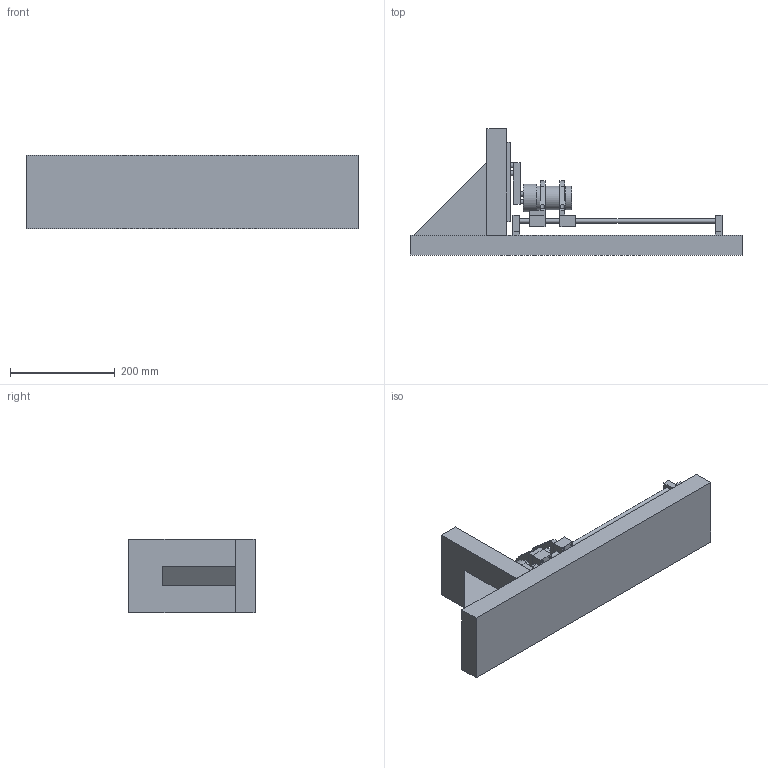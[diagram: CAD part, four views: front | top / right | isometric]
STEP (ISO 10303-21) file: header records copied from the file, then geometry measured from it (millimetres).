
FILE_DESCRIPTION(/* description */ (''),/* implementation_level */ '2;1');
FILE_NAME(/* name */ 'Rocket Test With Stand v6.step',/* time_stamp */ '2021-02-06T15:24:58-08:00',/* author */ (''),/* organization */ (''),/* preprocessor_version */ 'ST-DEVELOPER v18.1',/* originating_system */ 'Autodesk Translation Framework v9.7.1.1290',/* authorisation */ '');
FILE_SCHEMA (('AUTOMOTIVE_DESIGN { 1 0 10303 214 3 1 1 }'));
Length unit declared in the file: inch
Products named in the file (1): Rocket Test With Stand
Bounding box: 635 x 241.3 x 139.7 mm (x, y, z)
Volume: 5261246.6 mm3; surface area: 528356.9 mm2
Topology: 25 solids, 25 shells, 222 faces, 502 edges, 334 vertices
Faces by surface type: plane 145, cylinder 76, bspline 1
Full cylindrical faces by diameter (mm): 4.064 x4, 4.318 x28, 5.08 x6, 6.35 x4, 8.001 x10, 8.128 x2, 10.16 x2, 13.868 x1, 37.592 x1, 38.1 x2, 45.466 x3, 47.244 x2, 52.832 x1
Entity records: 6640 total; most frequent: CARTESIAN_POINT 1207, DIRECTION 1099, ORIENTED_EDGE 1004, EDGE_CURVE 502, AXIS2_PLACEMENT_3D 376, LINE 347, VECTOR 347, EDGE_LOOP 344
